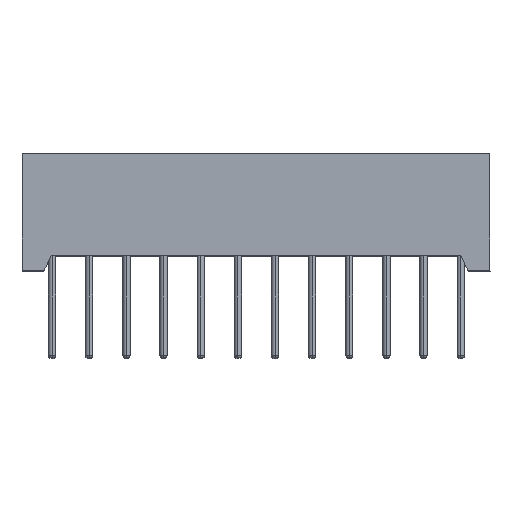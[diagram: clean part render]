
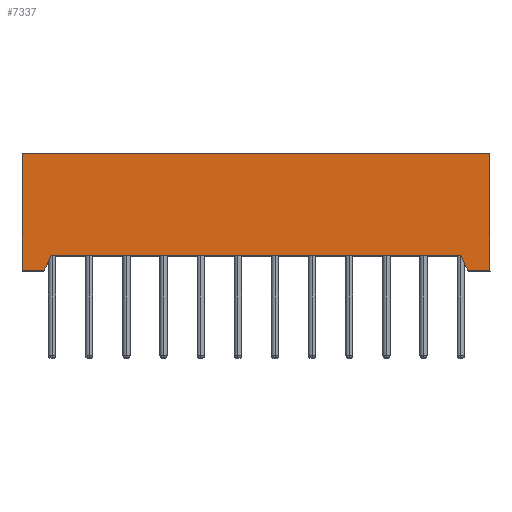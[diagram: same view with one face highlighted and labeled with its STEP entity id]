
A CAD part, top view. The second image highlights one B-rep face of the part: STEP entity #7337.
In plain terms, the highlighted planar face has unit normal (0, 0, 1).
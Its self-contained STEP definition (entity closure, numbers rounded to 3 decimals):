
#35 = CARTESIAN_POINT ( 'NONE',  ( -16., 8., 16. ) ) ;
#349 = VECTOR ( 'NONE', #2634, 1000. ) ;
#927 = LINE ( 'NONE', #8936, #13771 ) ;
#1174 = DIRECTION ( 'NONE',  ( 0., -1., 0. ) ) ;
#1200 = VERTEX_POINT ( 'NONE', #8744 ) ;
#1426 = CARTESIAN_POINT ( 'NONE',  ( -16., 8., 16. ) ) ;
#1642 = VERTEX_POINT ( 'NONE', #13737 ) ;
#2538 = VECTOR ( 'NONE', #6556, 1000. ) ;
#2634 = DIRECTION ( 'NONE',  ( 0.447, -0.894, 0. ) ) ;
#3145 = EDGE_CURVE ( 'NONE', #4237, #1642, #3337, .T. ) ;
#3278 = CARTESIAN_POINT ( 'NONE',  ( -14., 1., 16. ) ) ;
#3337 = LINE ( 'NONE', #4814, #349 ) ;
#3578 = VECTOR ( 'NONE', #8244, 1000. ) ;
#3583 = ORIENTED_EDGE ( 'NONE', *, *, #3145, .T. ) ;
#3761 = VERTEX_POINT ( 'NONE', #9489 ) ;
#4132 = FACE_OUTER_BOUND ( 'NONE', #13605, .T. ) ;
#4237 = VERTEX_POINT ( 'NONE', #10654 ) ;
#4258 = LINE ( 'NONE', #11473, #11463 ) ;
#4383 = DIRECTION ( 'NONE',  ( -0.447, -0.894, 0. ) ) ;
#4631 = LINE ( 'NONE', #9939, #14320 ) ;
#4814 = CARTESIAN_POINT ( 'NONE',  ( 14., 1., 16. ) ) ;
#5135 = CARTESIAN_POINT ( 'NONE',  ( -16., 8., 16. ) ) ;
#5250 = EDGE_CURVE ( 'NONE', #13711, #6899, #5477, .T. ) ;
#5253 = DIRECTION ( 'NONE',  ( -1., 0., 0. ) ) ;
#5302 = LINE ( 'NONE', #7013, #3578 ) ;
#5387 = EDGE_CURVE ( 'NONE', #6899, #13431, #4258, .T. ) ;
#5465 = DIRECTION ( 'NONE',  ( 1., 0., 0. ) ) ;
#5477 = LINE ( 'NONE', #35, #2538 ) ;
#6054 = EDGE_CURVE ( 'NONE', #3761, #1200, #13016, .T. ) ;
#6205 = DIRECTION ( 'NONE',  ( 0., 0., -1. ) ) ;
#6556 = DIRECTION ( 'NONE',  ( 1., 0., 0. ) ) ;
#6602 = CARTESIAN_POINT ( 'NONE',  ( -16., 0., 16. ) ) ;
#6766 = CARTESIAN_POINT ( 'NONE',  ( 16., 0., 16. ) ) ;
#6899 = VERTEX_POINT ( 'NONE', #14111 ) ;
#7013 = CARTESIAN_POINT ( 'NONE',  ( -16., 0., 16. ) ) ;
#7337 = ADVANCED_FACE ( 'NONE', ( #4132 ), #9584, .F. ) ;
#8172 = VECTOR ( 'NONE', #11384, 1000. ) ;
#8244 = DIRECTION ( 'NONE',  ( 1., 0., 0. ) ) ;
#8366 = LINE ( 'NONE', #1426, #8172 ) ;
#8441 = ORIENTED_EDGE ( 'NONE', *, *, #12281, .T. ) ;
#8522 = CARTESIAN_POINT ( 'NONE',  ( -16., 8., 16. ) ) ;
#8744 = CARTESIAN_POINT ( 'NONE',  ( -14.5, 0., 16. ) ) ;
#8936 = CARTESIAN_POINT ( 'NONE',  ( -16., 0., 16. ) ) ;
#9000 = EDGE_CURVE ( 'NONE', #12177, #13711, #8366, .T. ) ;
#9489 = CARTESIAN_POINT ( 'NONE',  ( -14., 1., 16. ) ) ;
#9584 = PLANE ( 'NONE',  #14171 ) ;
#9688 = EDGE_CURVE ( 'NONE', #1200, #12177, #927, .T. ) ;
#9939 = CARTESIAN_POINT ( 'NONE',  ( -14., 1., 16. ) ) ;
#10654 = CARTESIAN_POINT ( 'NONE',  ( 14., 1., 16. ) ) ;
#11384 = DIRECTION ( 'NONE',  ( 0., 1., 0. ) ) ;
#11418 = ORIENTED_EDGE ( 'NONE', *, *, #13847, .T. ) ;
#11463 = VECTOR ( 'NONE', #1174, 1000. ) ;
#11473 = CARTESIAN_POINT ( 'NONE',  ( 16., 8., 16. ) ) ;
#11740 = ORIENTED_EDGE ( 'NONE', *, *, #9688, .F. ) ;
#11939 = VECTOR ( 'NONE', #4383, 1000. ) ;
#11945 = ORIENTED_EDGE ( 'NONE', *, *, #9000, .F. ) ;
#12177 = VERTEX_POINT ( 'NONE', #6602 ) ;
#12281 = EDGE_CURVE ( 'NONE', #3761, #4237, #4631, .T. ) ;
#12831 = ORIENTED_EDGE ( 'NONE', *, *, #6054, .F. ) ;
#13016 = LINE ( 'NONE', #3278, #11939 ) ;
#13431 = VERTEX_POINT ( 'NONE', #6766 ) ;
#13605 = EDGE_LOOP ( 'NONE', ( #12831, #8441, #3583, #11418, #13744, #14257, #11945, #11740 ) ) ;
#13711 = VERTEX_POINT ( 'NONE', #5135 ) ;
#13737 = CARTESIAN_POINT ( 'NONE',  ( 14.5, 0., 16. ) ) ;
#13744 = ORIENTED_EDGE ( 'NONE', *, *, #5387, .F. ) ;
#13771 = VECTOR ( 'NONE', #14461, 1000. ) ;
#13847 = EDGE_CURVE ( 'NONE', #1642, #13431, #5302, .T. ) ;
#14111 = CARTESIAN_POINT ( 'NONE',  ( 16., 8., 16. ) ) ;
#14171 = AXIS2_PLACEMENT_3D ( 'NONE', #8522, #6205, #5253 ) ;
#14257 = ORIENTED_EDGE ( 'NONE', *, *, #5250, .F. ) ;
#14320 = VECTOR ( 'NONE', #5465, 1000. ) ;
#14461 = DIRECTION ( 'NONE',  ( -1., 0., 0. ) ) ;
